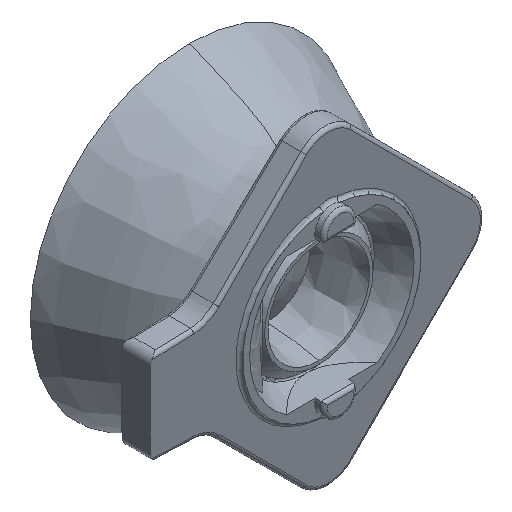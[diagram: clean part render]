
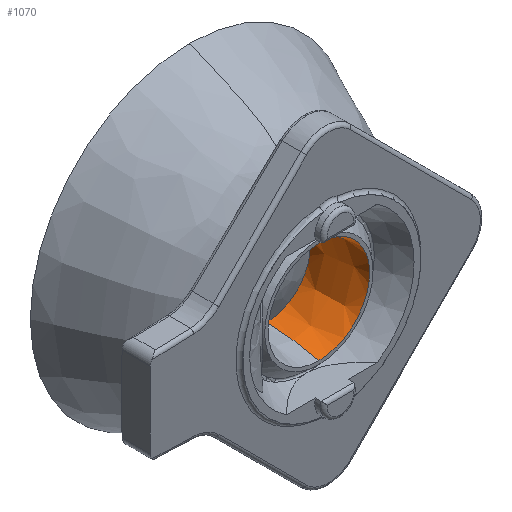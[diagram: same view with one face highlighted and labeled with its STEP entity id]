
A CAD part, isometric view. The second image highlights one B-rep face of the part: STEP entity #1070.
In plain terms, the highlighted free-form (B-spline) face has degree [3, 3] with [7, 4] control points.
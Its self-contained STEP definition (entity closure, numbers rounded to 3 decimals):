
#6 = EDGE_CURVE ( 'NONE', #2988, #2764, #1924, .T. ) ;
#13 = AXIS2_PLACEMENT_3D ( 'NONE', #2271, #2760, #889 ) ;
#101 = CARTESIAN_POINT ( 'NONE',  ( 5.349, 2.268, -2.675 ) ) ;
#119 = CARTESIAN_POINT ( 'NONE',  ( 0., 3.8, -2.54 ) ) ;
#171 = CARTESIAN_POINT ( 'NONE',  ( 0., 3.032, 2.581 ) ) ;
#180 = CARTESIAN_POINT ( 'NONE',  ( 0., 2.268, -2.675 ) ) ;
#308 = CARTESIAN_POINT ( 'NONE',  ( 0., 0.758, -2.964 ) ) ;
#383 = CARTESIAN_POINT ( 'NONE',  ( 0., 1.511, -2.81 ) ) ;
#388 = VERTEX_POINT ( 'NONE', #444 ) ;
#444 = CARTESIAN_POINT ( 'NONE',  ( 0., 3.8, 2.54 ) ) ;
#473 = CARTESIAN_POINT ( 'NONE',  ( 5.108, 3.544, 2.554 ) ) ;
#807 = CARTESIAN_POINT ( 'NONE',  ( 0., 1.009, 2.913 ) ) ;
#839 = AXIS2_PLACEMENT_3D ( 'NONE', #2423, #2708, #3284 ) ;
#852 = ORIENTED_EDGE ( 'NONE', *, *, #6, .F. ) ;
#889 = DIRECTION ( 'NONE',  ( 0., 0., -1. ) ) ;
#914 = ORIENTED_EDGE ( 'NONE', *, *, #968, .T. ) ;
#956 = CARTESIAN_POINT ( 'NONE',  ( 0., 0.758, 2.964 ) ) ;
#968 = EDGE_CURVE ( 'NONE', #2988, #1270, #2793, .T. ) ;
#1025 = CARTESIAN_POINT ( 'NONE',  ( 0., 3.032, 2.581 ) ) ;
#1066 = CIRCLE ( 'NONE', #13, 2.54 ) ;
#1070 = ADVANCED_FACE ( 'NONE', ( #2512 ), #2167, .F. ) ;
#1166 = CARTESIAN_POINT ( 'NONE',  ( 0., 3.8, 2.54 ) ) ;
#1205 = CARTESIAN_POINT ( 'NONE',  ( 5.825, 1.009, 2.913 ) ) ;
#1222 = CARTESIAN_POINT ( 'NONE',  ( 5.349, 2.268, 2.675 ) ) ;
#1270 = VERTEX_POINT ( 'NONE', #2607 ) ;
#1290 = CARTESIAN_POINT ( 'NONE',  ( 0., 3.544, 2.554 ) ) ;
#1297 = CARTESIAN_POINT ( 'NONE',  ( 0., 0.758, -2.964 ) ) ;
#1335 = CARTESIAN_POINT ( 'NONE',  ( 0., 1.009, -2.913 ) ) ;
#1351 = CARTESIAN_POINT ( 'NONE',  ( 5.08, 3.8, 2.54 ) ) ;
#1436 = CARTESIAN_POINT ( 'NONE',  ( 5.62, 1.511, 2.81 ) ) ;
#1505 = CARTESIAN_POINT ( 'NONE',  ( 5.161, 3.032, 2.581 ) ) ;
#1577 = CARTESIAN_POINT ( 'NONE',  ( 0., 3.544, 2.554 ) ) ;
#1603 = CARTESIAN_POINT ( 'NONE',  ( 0., 3.8, -2.54 ) ) ;
#1618 = CARTESIAN_POINT ( 'NONE',  ( 5.08, 3.8, -2.54 ) ) ;
#1717 = CARTESIAN_POINT ( 'NONE',  ( 0., 2.268, -2.675 ) ) ;
#1720 = CARTESIAN_POINT ( 'NONE',  ( 0., 3.8, -2.54 ) ) ;
#1744 = EDGE_CURVE ( 'NONE', #2764, #388, #1066, .T. ) ;
#1924 = B_SPLINE_CURVE_WITH_KNOTS ( 'NONE', 3,
 ( #2935, #1335, #2428, #180, #3537, #2171, #1603 ),
 .UNSPECIFIED., .F., .F.,
 ( 4, 1, 1, 1, 4 ),
 ( -3.076, -2.307, -1.538, -0.769, 0. ),
 .UNSPECIFIED. ) ;
#2050 = B_SPLINE_CURVE_WITH_KNOTS ( 'NONE', 3,
 ( #3564, #807, #2928, #2654, #171, #1290, #2401 ),
 .UNSPECIFIED., .F., .F.,
 ( 4, 1, 1, 1, 4 ),
 ( -3.076, -2.307, -1.538, -0.769, 0. ),
 .UNSPECIFIED. ) ;
#2059 = CARTESIAN_POINT ( 'NONE',  ( 5.161, 3.032, -2.581 ) ) ;
#2167 =( BOUNDED_SURFACE ( )  B_SPLINE_SURFACE ( 3, 3, ( 
 ( #308, #2859, #3369, #956 ),
 ( #2517, #3352, #1205, #3095 ),
 ( #383, #2301, #1436, #3404 ),
 ( #1717, #101, #1222, #2319 ),
 ( #3426, #2059, #1505, #1025 ),
 ( #2608, #2955, #473, #1577 ),
 ( #119, #1618, #1351, #1166 ) ),
 .UNSPECIFIED., .F., .F., .F. ) 
 B_SPLINE_SURFACE_WITH_KNOTS ( ( 4, 1, 1, 1, 4 ),
 ( 4, 4 ),
 ( -3.076, -2.307, -1.538, -0.769, 0. ),
 ( 0., 1. ),
 .UNSPECIFIED. ) 
 GEOMETRIC_REPRESENTATION_ITEM ( )  RATIONAL_B_SPLINE_SURFACE ( (
 ( 1., 0.333, 0.333, 1.),
 ( 1., 0.333, 0.333, 1.),
 ( 1., 0.333, 0.333, 1.),
 ( 1., 0.333, 0.333, 1.),
 ( 1., 0.333, 0.333, 1.),
 ( 1., 0.333, 0.333, 1.),
 ( 1., 0.333, 0.333, 1.) ) ) 
 REPRESENTATION_ITEM ( '' )  SURFACE ( )  );
#2171 = CARTESIAN_POINT ( 'NONE',  ( 0., 3.544, -2.554 ) ) ;
#2223 = EDGE_LOOP ( 'NONE', ( #852, #914, #2252, #2822 ) ) ;
#2252 = ORIENTED_EDGE ( 'NONE', *, *, #2390, .T. ) ;
#2271 = CARTESIAN_POINT ( 'NONE',  ( 0., 3.8, 0. ) ) ;
#2301 = CARTESIAN_POINT ( 'NONE',  ( 5.62, 1.511, -2.81 ) ) ;
#2319 = CARTESIAN_POINT ( 'NONE',  ( 0., 2.268, 2.675 ) ) ;
#2390 = EDGE_CURVE ( 'NONE', #1270, #388, #2050, .T. ) ;
#2401 = CARTESIAN_POINT ( 'NONE',  ( 0., 3.8, 2.54 ) ) ;
#2423 = CARTESIAN_POINT ( 'NONE',  ( 0., 0.758, 0. ) ) ;
#2428 = CARTESIAN_POINT ( 'NONE',  ( 0., 1.511, -2.81 ) ) ;
#2512 = FACE_OUTER_BOUND ( 'NONE', #2223, .T. ) ;
#2517 = CARTESIAN_POINT ( 'NONE',  ( 0., 1.009, -2.913 ) ) ;
#2607 = CARTESIAN_POINT ( 'NONE',  ( 0., 0.758, 2.964 ) ) ;
#2608 = CARTESIAN_POINT ( 'NONE',  ( 0., 3.544, -2.554 ) ) ;
#2654 = CARTESIAN_POINT ( 'NONE',  ( 0., 2.268, 2.675 ) ) ;
#2708 = DIRECTION ( 'NONE',  ( 0., -1., 0. ) ) ;
#2760 = DIRECTION ( 'NONE',  ( 0., -1., 0. ) ) ;
#2764 = VERTEX_POINT ( 'NONE', #1720 ) ;
#2793 = CIRCLE ( 'NONE', #839, 2.964 ) ;
#2822 = ORIENTED_EDGE ( 'NONE', *, *, #1744, .F. ) ;
#2859 = CARTESIAN_POINT ( 'NONE',  ( 5.928, 0.758, -2.964 ) ) ;
#2928 = CARTESIAN_POINT ( 'NONE',  ( 0., 1.511, 2.81 ) ) ;
#2935 = CARTESIAN_POINT ( 'NONE',  ( 0., 0.758, -2.964 ) ) ;
#2955 = CARTESIAN_POINT ( 'NONE',  ( 5.108, 3.544, -2.554 ) ) ;
#2988 = VERTEX_POINT ( 'NONE', #1297 ) ;
#3095 = CARTESIAN_POINT ( 'NONE',  ( 0., 1.009, 2.913 ) ) ;
#3284 = DIRECTION ( 'NONE',  ( 0., 0., -1. ) ) ;
#3352 = CARTESIAN_POINT ( 'NONE',  ( 5.825, 1.009, -2.913 ) ) ;
#3369 = CARTESIAN_POINT ( 'NONE',  ( 5.928, 0.758, 2.964 ) ) ;
#3404 = CARTESIAN_POINT ( 'NONE',  ( 0., 1.511, 2.81 ) ) ;
#3426 = CARTESIAN_POINT ( 'NONE',  ( 0., 3.032, -2.581 ) ) ;
#3537 = CARTESIAN_POINT ( 'NONE',  ( 0., 3.032, -2.581 ) ) ;
#3564 = CARTESIAN_POINT ( 'NONE',  ( 0., 0.758, 2.964 ) ) ;
